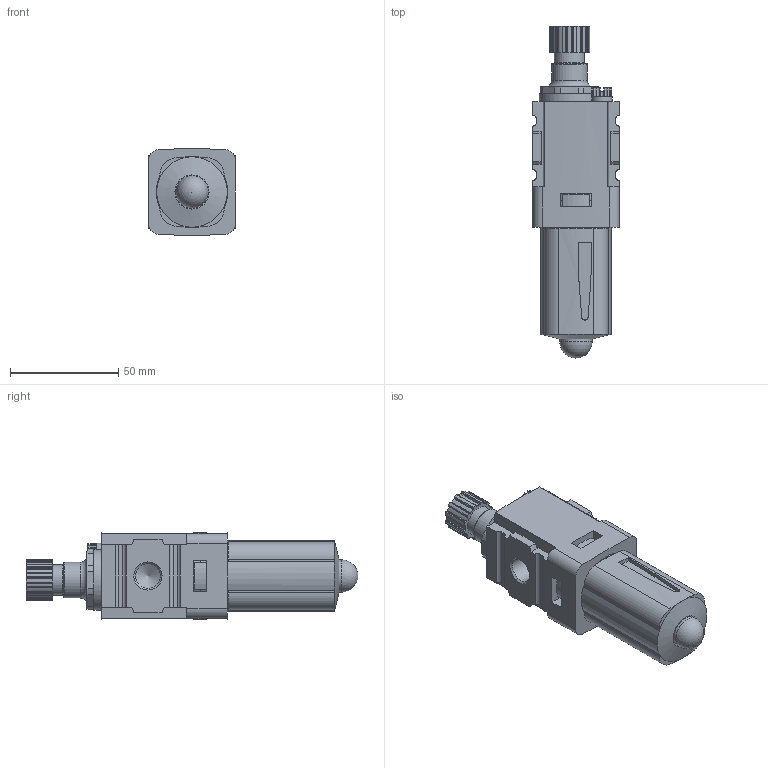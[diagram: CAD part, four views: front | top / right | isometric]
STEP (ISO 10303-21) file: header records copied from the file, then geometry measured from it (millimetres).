
FILE_DESCRIPTION( ( 'STEP AP214' ), ' ' );
FILE_NAME( 'P31LB12LGNN.stp', '2017-09-21T08:55:33', ( '' ), ( '' ), ' ', 'PARTsolutions', ' ' );
FILE_SCHEMA( ( 'AUTOMOTIVE_DESIGN { 1 0 10303 214 1 1 1 1 }' ) );
Length unit declared in the file: inch
Products named in the file (3): P31LB12LGNN; _P31LB12LGNN_body; _P31LBG_bowl
Assembly tree (2 placements, depth 2):
  P31LB12LGNN
    _P31LB12LGNN_body
    _P31LBG_bowl
Bounding box: 40 x 153.31 x 39.98 mm (x, y, z)
Volume: 109052.2 mm3; surface area: 34984.5 mm2
Topology: 2 solids, 3 shells, 408 faces, 1135 edges, 744 vertices
Faces by surface type: plane 223, cylinder 167, torus 9, cone 7, sphere 2
Full cylindrical faces by diameter (mm): 9.398 x1, 9.55 x1, 11.445 x2, 13.97 x2, 14.148 x2, 14.453 x1, 14.986 x1, 16.51 x1, 19 x1, 27.483 x1, 27.991 x1, 28 x1, 30.099 x2, 30.607 x2, 32.51 x1, 33.018 x1
Entity records: 16238 total; most frequent: DIRECTION 2320, CARTESIAN_POINT 2295, ORIENTED_EDGE 2162, EDGE_CURVE 1081, AXIS2_PLACEMENT_3D 834, VERTEX_POINT 733, LINE 652, VECTOR 652
